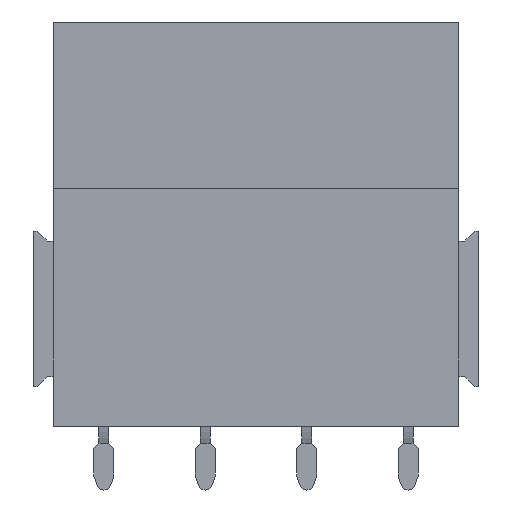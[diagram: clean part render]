
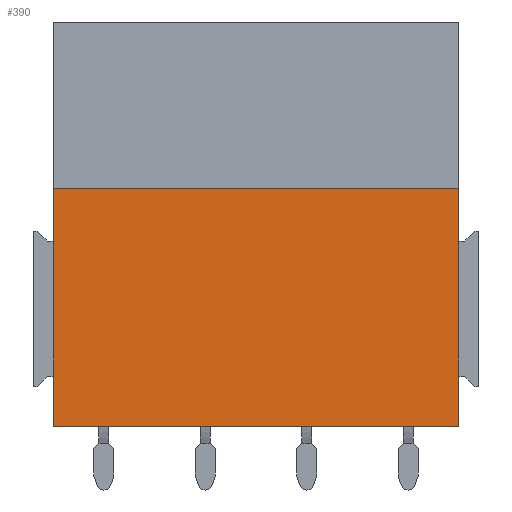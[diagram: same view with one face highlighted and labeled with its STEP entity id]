
A CAD part, front view. The second image highlights one B-rep face of the part: STEP entity #390.
In plain terms, the highlighted planar face has unit normal (0, -1, 0).
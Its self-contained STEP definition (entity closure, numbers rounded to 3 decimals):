
#363=AXIS2_PLACEMENT_3D('Plane Axis2P3D',#360,#361,#362) ;
#311=CARTESIAN_POINT('Vertex',(1.,0.,3.2)) ;
#314=CARTESIAN_POINT('Line Origine',(1.,0.,9.15)) ;
#318=CARTESIAN_POINT('Vertex',(1.,0.,15.1)) ;
#360=CARTESIAN_POINT('Axis2P3D Location',(6.08,0.,0.)) ;
#365=CARTESIAN_POINT('Line Origine',(21.32,0.,9.15)) ;
#369=CARTESIAN_POINT('Vertex',(21.32,0.,3.2)) ;
#371=CARTESIAN_POINT('Vertex',(21.32,0.,15.1)) ;
#374=CARTESIAN_POINT('Line Origine',(11.16,0.,15.1)) ;
#379=CARTESIAN_POINT('Line Origine',(11.16,0.,3.2)) ;
#315=DIRECTION('Vector Direction',(0.,0.,1.)) ;
#361=DIRECTION('Axis2P3D Direction',(0.,1.,-0.)) ;
#362=DIRECTION('Axis2P3D XDirection',(-1.,0.,0.)) ;
#366=DIRECTION('Vector Direction',(0.,0.,1.)) ;
#375=DIRECTION('Vector Direction',(1.,0.,0.)) ;
#380=DIRECTION('Vector Direction',(-1.,0.,0.)) ;
#316=VECTOR('Line Direction',#315,1.) ;
#367=VECTOR('Line Direction',#366,1.) ;
#376=VECTOR('Line Direction',#375,1.) ;
#381=VECTOR('Line Direction',#380,1.) ;
#385=ORIENTED_EDGE('',*,*,#373,.T.) ;
#386=ORIENTED_EDGE('',*,*,#378,.F.) ;
#387=ORIENTED_EDGE('',*,*,#320,.F.) ;
#388=ORIENTED_EDGE('',*,*,#383,.F.) ;
#390=ADVANCED_FACE('BLL5.08/04/180B 3.2SNOR 1682750000',(#389),#364,.F.) ;
#320=EDGE_CURVE('',#312,#319,#317,.T.) ;
#373=EDGE_CURVE('',#370,#372,#368,.T.) ;
#378=EDGE_CURVE('',#319,#372,#377,.T.) ;
#383=EDGE_CURVE('',#370,#312,#382,.T.) ;
#384=EDGE_LOOP('',(#385,#386,#387,#388)) ;
#389=FACE_OUTER_BOUND('',#384,.T.) ;
#317=LINE('Line',#314,#316) ;
#368=LINE('Line',#365,#367) ;
#377=LINE('Line',#374,#376) ;
#382=LINE('Line',#379,#381) ;
#364=PLANE('',#363) ;
#312=VERTEX_POINT('',#311) ;
#319=VERTEX_POINT('',#318) ;
#370=VERTEX_POINT('',#369) ;
#372=VERTEX_POINT('',#371) ;
